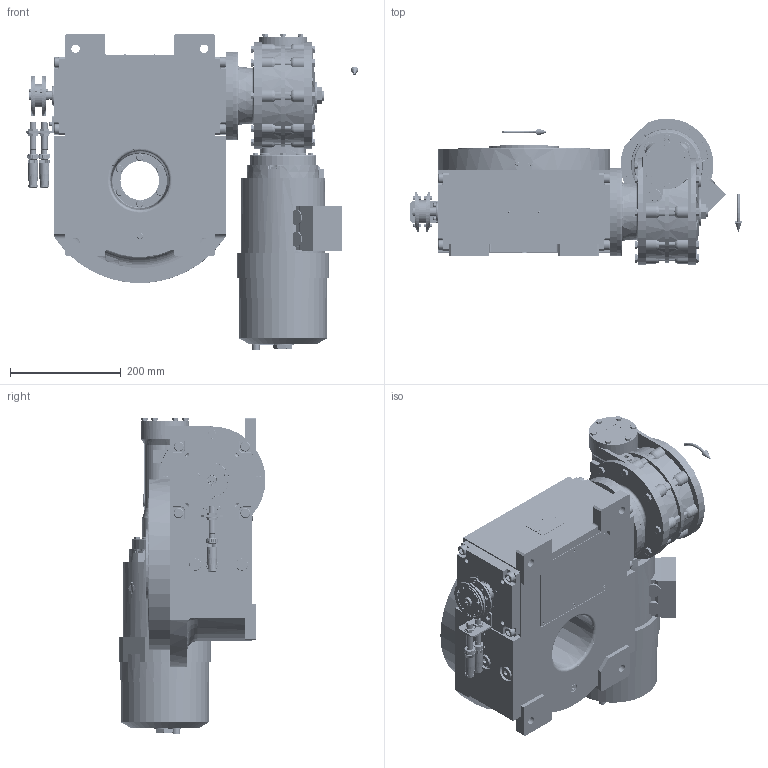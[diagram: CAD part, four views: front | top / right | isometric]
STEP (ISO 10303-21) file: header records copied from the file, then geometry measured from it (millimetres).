
FILE_DESCRIPTION (( 'STEP AP203' ), '1' );
FILE_NAME ('PC5103181.step', '2024-09-16T10:09:50', ( '' ), ( '' ), 'SwSTEP 2.0', 'SolidWorks 2020', '' );
FILE_SCHEMA (( 'CONFIG_CONTROL_DESIGN' ));
Length unit declared in the file: millimetre
Products named in the file (96): 900_38_30_003; CFN2155_01_195.stp; AS_cfn2476_01_002_60x46; rig09_071_8_m.stp; AS_rig09_002_bl_003; PC5103181; BA80B14; cfn2000_01_099; cfn2000_01_081; cfn2155_01_095; cfn2128_04_002; AS_rig09_004; cfn2276_01_056; rig09_002_bl_003; cfn2155_01_196; freccia_angolare; rig09_004; cfn2003_01_054; AS_cfn2400_04_024; CFN2356_03_053.stp; CFN2000_01_185.stp; cfn2151_01_167; CFN2223_02_004.stp; CFN2223_02_003.stp; cfn2055_01_002; rig09_001_a; CFN2203_02_002.stp; freccia_angolare_albero; cfn2000_01_126; 900_00_00_005; RIG09_005_ASM.stp; cfn2115_02_057; RMI85_F3_LCB_DX_80B14; cfn2107_01_001; AS_rig09_017; cfn2070_05_009; CFN2010_01_020.stp; cfn2104_01_018; cfn2151_01_170; cfn2128_19_002 ...
Assembly tree (88 placements, depth 5):
  PC5103181
    rig09_001_a
    AS_cfn2476_01_002_60x46
      cfn2476_01_002_60x46
      cfn2107_01_001
      cfn2107_01_001
    AS_rig09_071_8_m
      rig09_071_8_m.stp
        RIG09_005_ASM.stp
          RIG09_005_AF0.stp
          RIG09_021_AF0.stp
          CFN2000_01_185.stp
          CFN2000_01_185.stp
          CFN2104_02_018.stp
        CFN2155_01_195.stp
        CFN2010_02_002.stp
      rig09_003_8
      cfn2000_01_099
      cfn2000_01_099
      cfn2000_01_099
      cfn2000_01_099
      cfn2000_01_099
      cfn2000_01_099
      cfn2000_01_099
      cfn2000_01_099
      cfn2104_01_018  x2
    AS_rig09_017
      rig09_017
      cfn2000_01_126
      cfn2000_01_126
      cfn2000_01_126
      cfn2000_01_126
      cfn2000_01_126
      cfn2000_01_126
      cfn2155_01_196
    AS_rig09_004
      rig09_004
      cfn2000_01_081
      cfn2155_01_095
      cfn2070_05_009
      cfn2000_01_081
      cfn2000_01_081
      cfn2000_01_081
    AS_rig09_004
      rig09_004
      cfn2000_01_081
      cfn2155_01_095
      cfn2070_05_009
      cfn2000_01_081
      cfn2000_01_081
      cfn2000_01_081
    AS_rig09_002_bl_003
      rig09_002_bl_003
      cfn2115_02_058
    rig09_010_s_001
    cfn2128_04_002  x3
    cfn2128_19_002
    AS_rig09_016
      rig09_016
      cfn2003_01_054
Bounding box: 599.5 x 265.19 x 571.38 mm (x, y, z)
Volume: 15314033.9 mm3; surface area: 1822125.2 mm2
Topology: 76 solids, 76 shells, 5841 faces, 14793 edges, 9400 vertices
Faces by surface type: plane 2770, cylinder 1868, cone 940, torus 224, bspline 35, sphere 4
Entity records: 170398 total; most frequent: CARTESIAN_POINT 47194, ORIENTED_EDGE 23622, DIRECTION 23540, EDGE_CURVE 11811, AXIS2_PLACEMENT_3D 8623, VERTEX_POINT 7574, VECTOR 6294, LINE 6294
